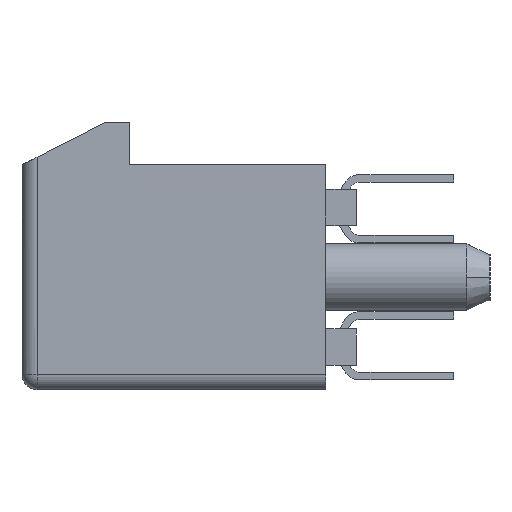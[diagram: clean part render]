
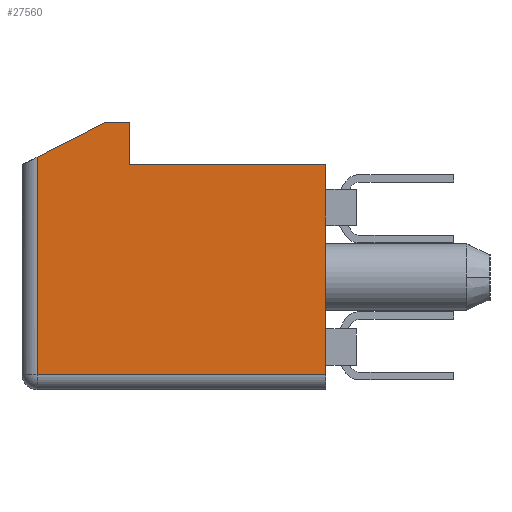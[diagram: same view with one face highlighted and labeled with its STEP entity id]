
A CAD part, left-side view. The second image highlights one B-rep face of the part: STEP entity #27560.
In plain terms, the highlighted planar face has unit normal (-1, 0, 0).
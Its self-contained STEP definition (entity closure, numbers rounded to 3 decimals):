
#148=DIRECTION('',(0.,-1.,0.));
#149=VECTOR('',#148,9.5);
#150=CARTESIAN_POINT('',(-14.5,10.5,-3.2));
#151=LINE('17274',#150,#149);
#162=DIRECTION('',(0.,0.,-1.));
#163=VECTOR('',#162,7.155);
#164=CARTESIAN_POINT('',(-14.5,10.5,3.955));
#165=LINE('17276',#164,#163);
#170=DIRECTION('',(0.,-0.891,0.454));
#171=VECTOR('',#170,2.525);
#172=CARTESIAN_POINT('',(-14.5,10.5,3.955));
#173=LINE('17269',#172,#171);
#174=DIRECTION('',(0.,-1.,0.));
#175=VECTOR('',#174,6.45);
#176=CARTESIAN_POINT('',(-14.5,7.45,3.7));
#177=LINE('17236',#176,#175);
#178=DIRECTION('',(0.,0.,-1.));
#179=VECTOR('',#178,6.9);
#180=CARTESIAN_POINT('',(-14.5,1.,3.7));
#181=LINE('16778',#180,#179);
#262=DIRECTION('',(0.,0.,1.));
#263=VECTOR('',#262,1.4);
#264=CARTESIAN_POINT('',(-14.5,7.45,3.7));
#265=LINE('17271',#264,#263);
#270=DIRECTION('',(0.,1.,0.));
#271=VECTOR('',#270,0.8);
#272=CARTESIAN_POINT('',(-14.5,7.45,5.1));
#273=LINE('17270',#272,#271);
#21691=CARTESIAN_POINT('',(-14.5,1.,3.7));
#21692=CARTESIAN_POINT('',(-14.5,1.,-3.2));
#21693=VERTEX_POINT('',#21691);
#21694=VERTEX_POINT('',#21692);
#22553=CARTESIAN_POINT('',(-14.5,7.45,3.7));
#22554=VERTEX_POINT('',#22553);
#22595=CARTESIAN_POINT('',(-14.5,10.5,3.955));
#22596=CARTESIAN_POINT('',(-14.5,8.25,5.1));
#22597=VERTEX_POINT('',#22595);
#22598=VERTEX_POINT('',#22596);
#22599=CARTESIAN_POINT('',(-14.5,7.45,5.1));
#22600=VERTEX_POINT('',#22599);
#22603=CARTESIAN_POINT('',(-14.5,10.5,-3.2));
#22604=VERTEX_POINT('',#22603);
#27542=CARTESIAN_POINT('',(-14.5,5.75,0.95));
#27543=DIRECTION('',(1.,0.,0.));
#27544=DIRECTION('',(0.,-1.,0.));
#27545=AXIS2_PLACEMENT_3D('',#27542,#27543,#27544);
#27546=PLANE('20566',#27545);
#27547=ORIENTED_EDGE('17274',*,*,#27509,.F.);
#27548=ORIENTED_EDGE('17276',*,*,#27533,.F.);
#27550=ORIENTED_EDGE('17269',*,*,#27549,.T.);
#27552=ORIENTED_EDGE('17270',*,*,#27551,.F.);
#27554=ORIENTED_EDGE('17271',*,*,#27553,.F.);
#27556=ORIENTED_EDGE('17236',*,*,#27555,.T.);
#27557=ORIENTED_EDGE('16778',*,*,#26439,.T.);
#27558=EDGE_LOOP('20566',(#27547,#27548,#27550,#27552,#27554,#27556,#27557));
#27559=FACE_OUTER_BOUND('20566',#27558,.F.);
#27560=ADVANCED_FACE('20566',(#27559),#27546,.F.);
#26439=EDGE_CURVE('16778',#21693,#21694,#181,.T.);
#27509=EDGE_CURVE('17274',#22604,#21694,#151,.T.);
#27533=EDGE_CURVE('17276',#22597,#22604,#165,.T.);
#27549=EDGE_CURVE('17269',#22597,#22598,#173,.T.);
#27551=EDGE_CURVE('17270',#22600,#22598,#273,.T.);
#27553=EDGE_CURVE('17271',#22554,#22600,#265,.T.);
#27555=EDGE_CURVE('17236',#22554,#21693,#177,.T.);
